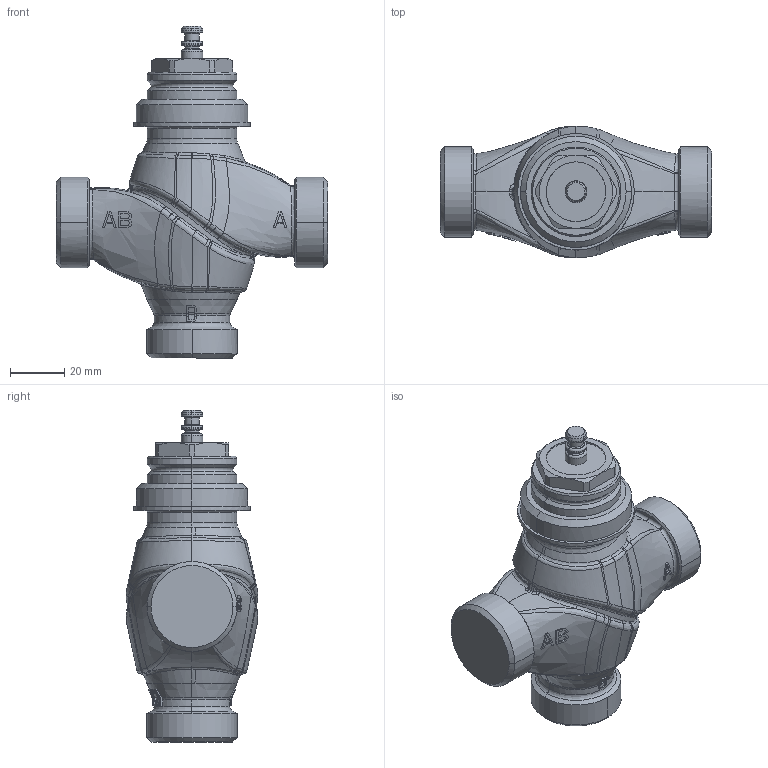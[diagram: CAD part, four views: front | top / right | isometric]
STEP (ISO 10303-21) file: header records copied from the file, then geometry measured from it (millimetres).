
FILE_DESCRIPTION(('CATIA V5 STEP Exchange','CAx-IF Rec.Pracs.--- Model Styling and Organization---1.4--- 2014-01-23','CAx-IF Rec.Pracs.---3D Tessellated Data Validation Properties---0.5---2014-09-14'),'2;1');
FILE_NAME('STEP_636410_-_TST.stp','2021-06-07T12:00:28+00:00',('none'),('none'),'CATIA Version 5-6 Release 2019 SP3','CATIA V5 STEP AP242 v1','none');
FILE_SCHEMA(('AP242_MANAGED_MODEL_BASED_3D_ENGINEERING_MIM_LF {1 0 10303 442 1 1 4}'));
Products named in the file (1): 636410 - TST
Bounding box: 100 x 48.55 x 122.5 mm (x, y, z)
Volume: 184827.3 mm3; surface area: 23949.8 mm2
Topology: 1 solids, 1 shells, 609 faces, 1585 edges, 996 vertices
Faces by surface type: bspline 241, extrusion 178, cylinder 59, cone 46, plane 41, torus 40, sphere 4
Entity records: 40151 total; most frequent: CARTESIAN_POINT 29050, ORIENTED_EDGE 3170, EDGE_CURVE 1585, B_SPLINE_CURVE_WITH_KNOTS 1038, VERTEX_POINT 996, DIRECTION 864, EDGE_LOOP 627, ADVANCED_FACE 609
